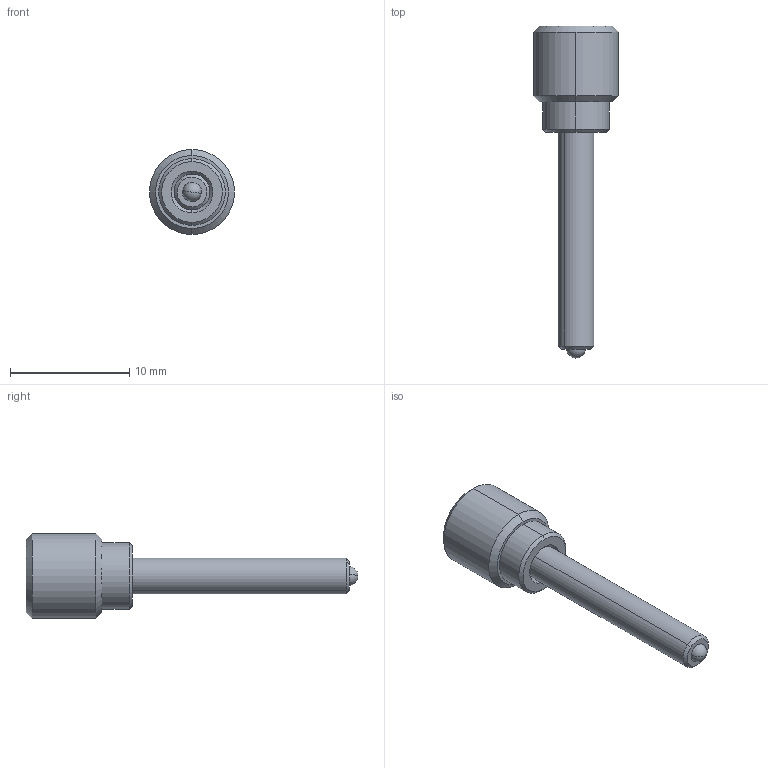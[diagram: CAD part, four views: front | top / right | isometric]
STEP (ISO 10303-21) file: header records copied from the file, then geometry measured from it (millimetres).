
FILE_DESCRIPTION (( 'STEP AP214' ), '1' );
FILE_NAME ('5123-E0W.STEP', '2011-08-18T20:11:15', ( 'Admin' ), ( 'Thorlabs, Inc.' ), 'SwSTEP 2.0', 'SolidWorks 2011', '' );
FILE_SCHEMA (( 'AUTOMOTIVE_DESIGN' ));
Length unit declared in the file: inch
Products named in the file (1): 5123-E0W
Bounding box: 7.11 x 27.79 x 7.11 mm (x, y, z)
Volume: 418.6 mm3; surface area: 561.5 mm2
Topology: 3 solids, 3 shells, 50 faces, 98 edges, 53 vertices
Faces by surface type: cone 20, plane 14, cylinder 12, sphere 4
Entity records: 1942 total; most frequent: DIRECTION 232, CARTESIAN_POINT 230, ORIENTED_EDGE 180, AXIS2_PLACEMENT_3D 97, EDGE_CURVE 90, LENGTH_MEASURE_WITH_UNIT 55, DIMENSIONAL_EXPONENTS 55, UNCERTAINTY_MEASURE_WITH_UNIT 55
